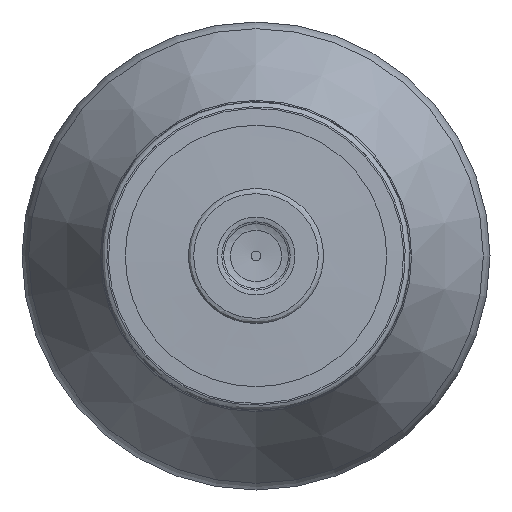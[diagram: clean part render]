
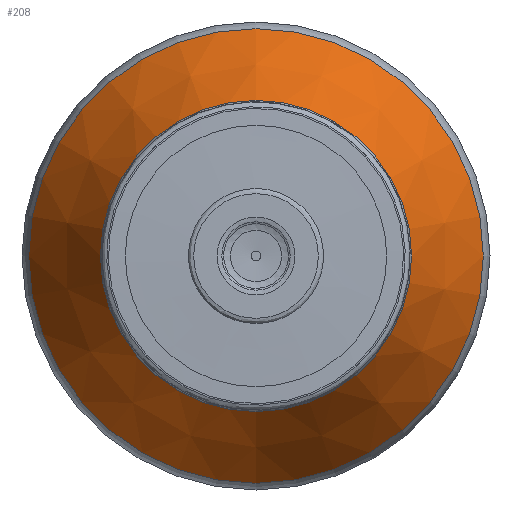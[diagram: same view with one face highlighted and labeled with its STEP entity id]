
A CAD part, left-side view. The second image highlights one B-rep face of the part: STEP entity #208.
In plain terms, the highlighted conical face has half-angle 29.037 degrees and reference radius 21.372 mm.
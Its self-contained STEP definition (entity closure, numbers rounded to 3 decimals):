
#97=CONICAL_SURFACE('',#573,21.372,29.037);
#141=FACE_BOUND('',#276,.T.);
#142=FACE_BOUND('',#277,.T.);
#208=ADVANCED_FACE('',(#141,#142),#97,.T.);
#276=EDGE_LOOP('',(#360));
#277=EDGE_LOOP('',(#361));
#360=ORIENTED_EDGE('',*,*,#472,.T.);
#361=ORIENTED_EDGE('',*,*,#471,.F.);
#429=VERTEX_POINT('',#822);
#430=VERTEX_POINT('',#825);
#471=EDGE_CURVE('',#429,#429,#513,.T.);
#472=EDGE_CURVE('',#430,#430,#514,.T.);
#513=CIRCLE('',#570,21.372);
#514=CIRCLE('',#572,14.628);
#570=AXIS2_PLACEMENT_3D('',#821,#672,#673);
#572=AXIS2_PLACEMENT_3D('',#824,#676,#677);
#573=AXIS2_PLACEMENT_3D('',#826,#678,#679);
#672=DIRECTION('',(1.,0.,0.));
#673=DIRECTION('',(0.,0.,1.));
#676=DIRECTION('',(1.,0.,0.));
#677=DIRECTION('',(0.,0.,1.));
#678=DIRECTION('',(1.,0.,0.));
#679=DIRECTION('',(0.,0.,-1.));
#821=CARTESIAN_POINT('',(104.573,0.,0.));
#822=CARTESIAN_POINT('',(104.573,0.,21.372));
#824=CARTESIAN_POINT('',(92.427,0.,0.));
#825=CARTESIAN_POINT('',(92.427,0.,14.628));
#826=CARTESIAN_POINT('',(104.573,0.,0.));
